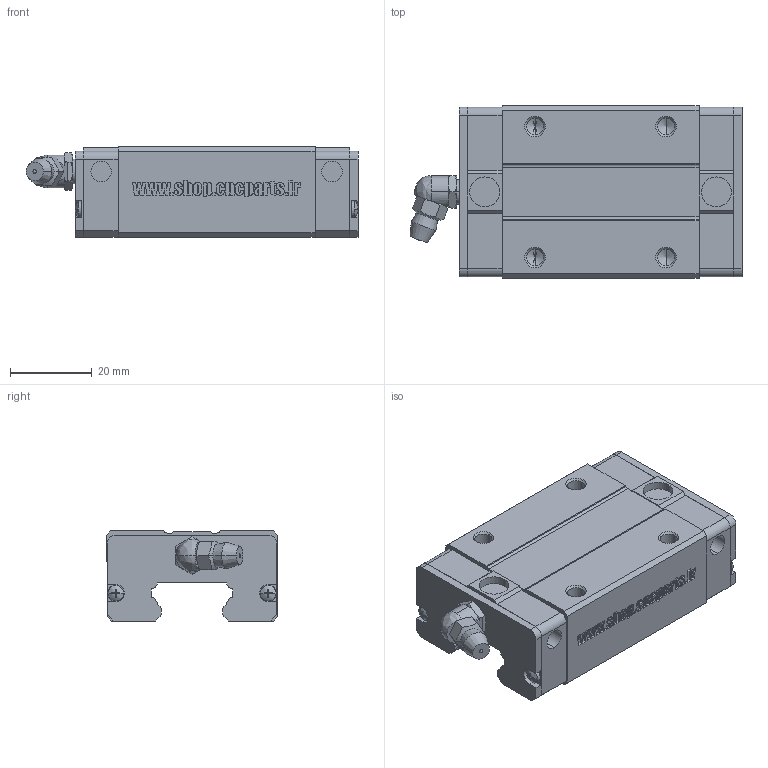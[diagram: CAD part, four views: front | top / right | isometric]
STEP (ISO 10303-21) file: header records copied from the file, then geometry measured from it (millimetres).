
FILE_DESCRIPTION (( 'STEP AP214' ), '1' );
FILE_NAME ('EGH20.STEP', '2025-10-21T06:46:06', ( '' ), ( '' ), 'SwSTEP 2.0', 'SolidWorks 2024', '' );
FILE_SCHEMA (( 'AUTOMOTIVE_DESIGN' ));
Length unit declared in the file: millimetre
Products named in the file (1): EGH20
Bounding box: 81.1 x 42 x 22 mm (x, y, z)
Volume: 50253.1 mm3; surface area: 19240.2 mm2
Topology: 10 solids, 10 shells, 686 faces, 1858 edges, 1222 vertices
Faces by surface type: plane 378, cylinder 131, bspline 116, cone 61
Entity records: 27483 total; most frequent: CARTESIAN_POINT 10799, ORIENTED_EDGE 3696, DIRECTION 3020, EDGE_CURVE 1848, VERTEX_POINT 1222, VECTOR 1166, LINE 1166, AXIS2_PLACEMENT_3D 927
